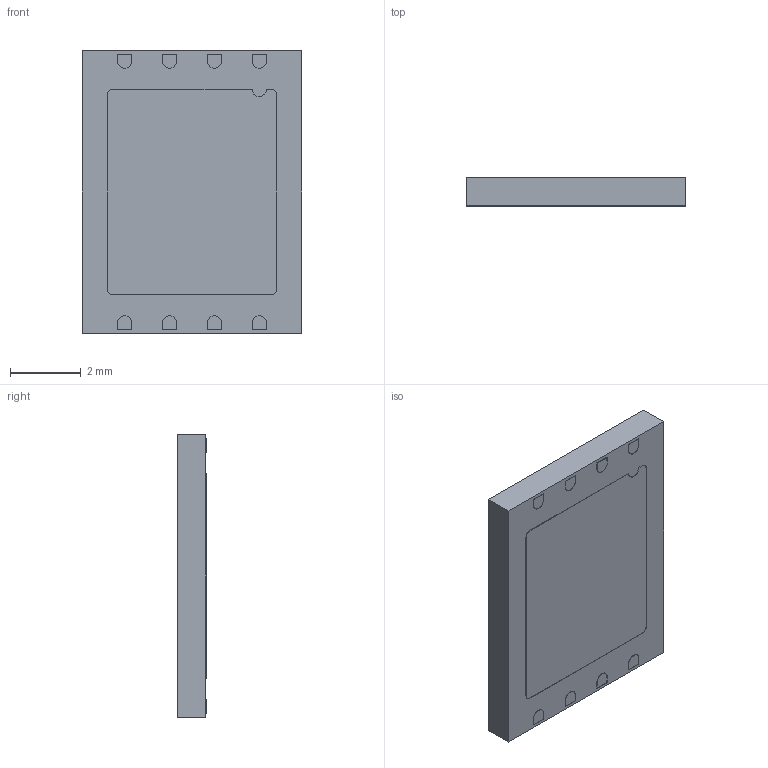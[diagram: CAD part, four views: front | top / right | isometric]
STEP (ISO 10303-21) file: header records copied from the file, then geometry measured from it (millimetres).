
FILE_DESCRIPTION (( 'STEP AP214' ), '1' );
FILE_NAME ('ZDSD.STEP', '2025-10-20T06:47:56', ( '' ), ( '' ), 'SwSTEP 2.0', 'SolidWorks 2025', '' );
FILE_SCHEMA (( 'AUTOMOTIVE_DESIGN' ));
Length unit declared in the file: millimetre
Products named in the file (1): ZDSD
Bounding box: 6.2 x 0.81 x 8 mm (x, y, z)
Volume: 39.9 mm3; surface area: 183.5 mm2
Topology: 10 solids, 10 shells, 129 faces, 297 edges, 198 vertices
Faces by surface type: plane 92, cylinder 37
Entity records: 5168 total; most frequent: DIRECTION 631, CARTESIAN_POINT 625, ORIENTED_EDGE 594, EDGE_CURVE 297, LINE 223, VECTOR 223, AXIS2_PLACEMENT_3D 204, VERTEX_POINT 198
